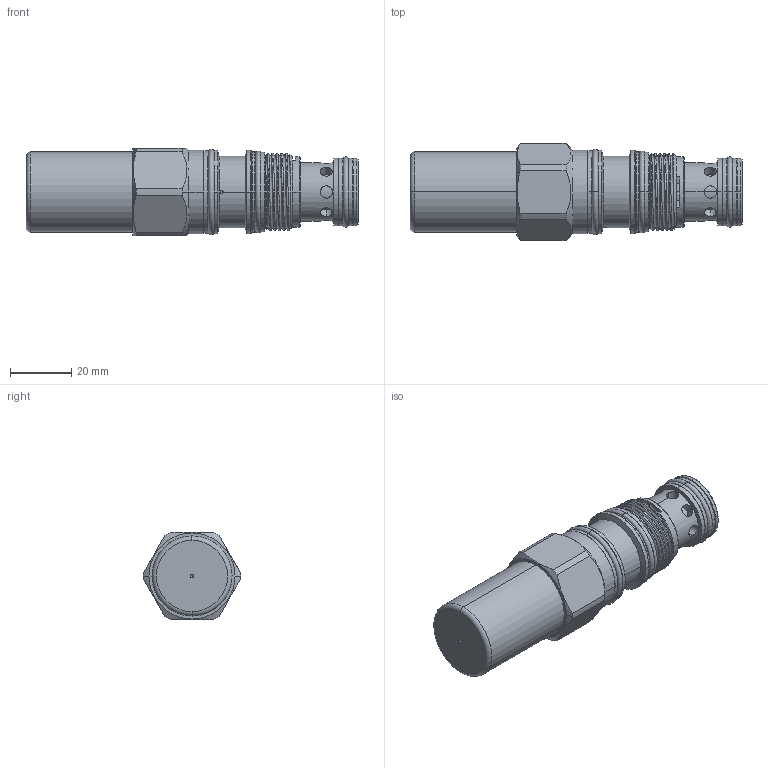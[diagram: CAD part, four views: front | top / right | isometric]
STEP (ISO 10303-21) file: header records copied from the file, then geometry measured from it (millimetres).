
FILE_DESCRIPTION (( 'STEP AP203' ), '1' );
FILE_NAME ('SQ2A30-C.STEP', '2020-03-25T02:14:10', ( '' ), ( '' ), 'SwSTEP 2.0', 'SolidWorks 2018', '' );
FILE_SCHEMA (( 'CONFIG_CONTROL_DESIGN' ));
Products named in the file (1): SQ2A30-C
Bounding box: 108.67 x 31.8 x 28.57 mm (x, y, z)
Volume: 46041.2 mm3; surface area: 19463.3 mm2
Topology: 5 solids, 5 shells, 726 faces, 1984 edges, 1265 vertices
Faces by surface type: cylinder 554, plane 62, cone 53, torus 48, bspline 5, sphere 4
Entity records: 53743 total; most frequent: CARTESIAN_POINT 36217, ORIENTED_EDGE 3964, DIRECTION 2860, EDGE_CURVE 1982, VERTEX_POINT 1265, EDGE_LOOP 1127, AXIS2_PLACEMENT_3D 1110, B_SPLINE_CURVE_WITH_KNOTS 887
